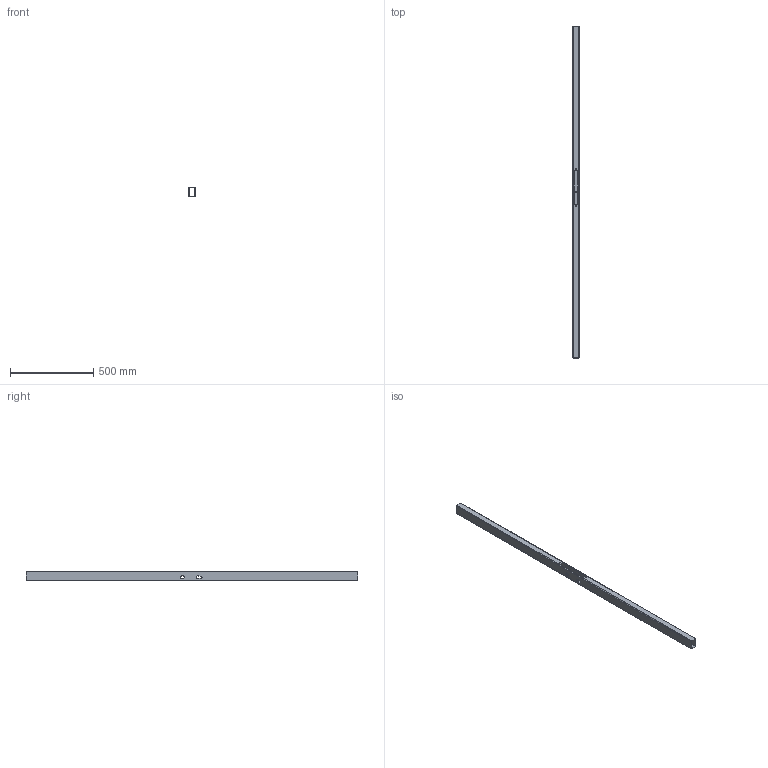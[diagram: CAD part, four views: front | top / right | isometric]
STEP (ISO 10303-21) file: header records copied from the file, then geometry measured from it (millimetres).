
FILE_DESCRIPTION (( 'STEP AP203' ), '1' );
FILE_NAME ('60201.step', '2024-10-18T11:24:23', ( '' ), ( '' ), 'SwSTEP 2.0', 'SolidWorks 2018', '' );
FILE_SCHEMA (( 'CONFIG_CONTROL_DESIGN' ));
Length unit declared in the file: millimetre
Products named in the file (1): 60201
Bounding box: 40 x 1995 x 60 mm (x, y, z)
Volume: 910050.7 mm3; surface area: 730919 mm2
Topology: 1 solids, 1 shells, 246 faces, 675 edges, 451 vertices
Faces by surface type: plane 129, bspline 101, cylinder 16
Full cylindrical faces by diameter (mm): 4.2 x2, 21 x2
Entity records: 12779 total; most frequent: CARTESIAN_POINT 7112, ORIENTED_EDGE 1336, DIRECTION 790, EDGE_CURVE 668, VERTEX_POINT 448, LINE 434, VECTOR 434, EDGE_LOOP 286
